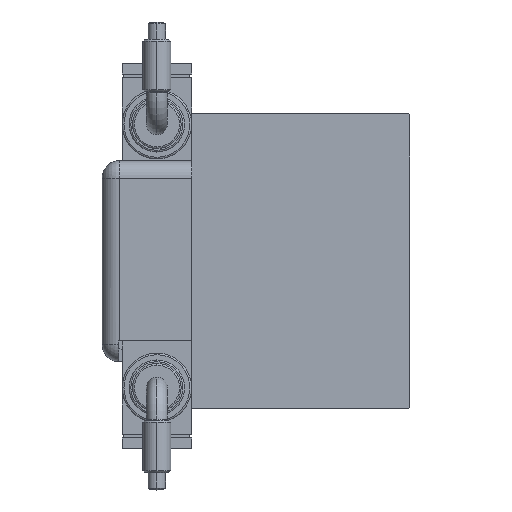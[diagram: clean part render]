
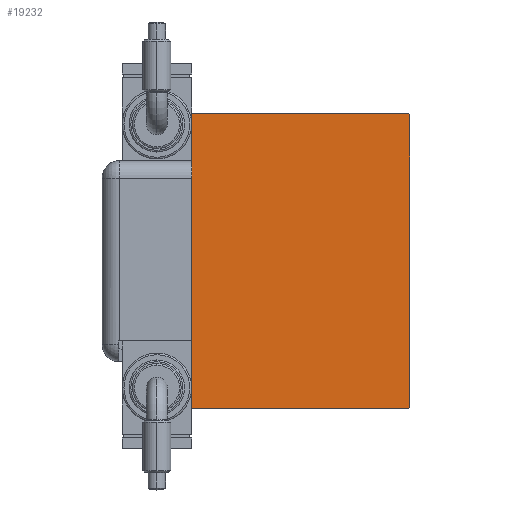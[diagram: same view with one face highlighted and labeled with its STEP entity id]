
A CAD part, left-side view. The second image highlights one B-rep face of the part: STEP entity #19232.
In plain terms, the highlighted face is planar.
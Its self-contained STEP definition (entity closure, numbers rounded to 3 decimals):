
#121 = ORIENTED_EDGE ( 'NONE', *, *, #31987, .T. ) ;
#1145 = VERTEX_POINT ( 'NONE', #14214 ) ;
#1795 = LINE ( 'NONE', #16494, #52875 ) ;
#2134 = CARTESIAN_POINT ( 'NONE',  ( 88., 31.5, 42.5 ) ) ;
#3143 = LINE ( 'NONE', #45477, #6404 ) ;
#3259 = VERTEX_POINT ( 'NONE', #60293 ) ;
#4663 = EDGE_CURVE ( 'NONE', #17245, #3259, #3143, .T. ) ;
#5935 = VERTEX_POINT ( 'NONE', #57013 ) ;
#5992 = DIRECTION ( 'NONE',  ( 0., 0., -1. ) ) ;
#6081 = CARTESIAN_POINT ( 'NONE',  ( 88., -31.2, -42.5 ) ) ;
#6404 = VECTOR ( 'NONE', #59270, 1000. ) ;
#6828 = VECTOR ( 'NONE', #37648, 1000. ) ;
#7020 = LINE ( 'NONE', #54883, #12602 ) ;
#7311 = DIRECTION ( 'NONE',  ( 0., 1., 0. ) ) ;
#8543 = VERTEX_POINT ( 'NONE', #43721 ) ;
#10293 = LINE ( 'NONE', #48077, #6828 ) ;
#10883 = PLANE ( 'NONE',  #50911 ) ;
#12295 = VERTEX_POINT ( 'NONE', #12991 ) ;
#12602 = VECTOR ( 'NONE', #7311, 1000. ) ;
#12991 = CARTESIAN_POINT ( 'NONE',  ( 88., -31.5, 42.2 ) ) ;
#14214 = CARTESIAN_POINT ( 'NONE',  ( 88., 31.2, 42.5 ) ) ;
#14721 = EDGE_CURVE ( 'NONE', #3259, #1145, #30200, .T. ) ;
#16220 = DIRECTION ( 'NONE',  ( 0., -1., 0. ) ) ;
#16494 = CARTESIAN_POINT ( 'NONE',  ( 88., -36.85, -36.85 ) ) ;
#17245 = VERTEX_POINT ( 'NONE', #18167 ) ;
#18167 = CARTESIAN_POINT ( 'NONE',  ( 88., 31.5, -42.2 ) ) ;
#18373 = VECTOR ( 'NONE', #44608, 1000. ) ;
#19232 = ADVANCED_FACE ( 'NONE', ( #35457 ), #10883, .T. ) ;
#22695 = ORIENTED_EDGE ( 'NONE', *, *, #58509, .T. ) ;
#23010 = EDGE_CURVE ( 'NONE', #54126, #56578, #1795, .T. ) ;
#23222 = EDGE_CURVE ( 'NONE', #12295, #54126, #24111, .T. ) ;
#23323 = EDGE_LOOP ( 'NONE', ( #36924, #25465, #35789, #56484, #22695, #121, #28337, #48354 ) ) ;
#23515 = CARTESIAN_POINT ( 'NONE',  ( 88., -31.5, 42.5 ) ) ;
#23777 = LINE ( 'NONE', #42519, #40762 ) ;
#24111 = LINE ( 'NONE', #23515, #28378 ) ;
#24994 = DIRECTION ( 'NONE',  ( 1., 0., 0. ) ) ;
#25441 = LINE ( 'NONE', #2134, #42439 ) ;
#25465 = ORIENTED_EDGE ( 'NONE', *, *, #49775, .T. ) ;
#28337 = ORIENTED_EDGE ( 'NONE', *, *, #23222, .T. ) ;
#28378 = VECTOR ( 'NONE', #28437, 1000. ) ;
#28437 = DIRECTION ( 'NONE',  ( 0., 0., -1. ) ) ;
#29620 = CARTESIAN_POINT ( 'NONE',  ( 88., 0., 0. ) ) ;
#30200 = LINE ( 'NONE', #39103, #18373 ) ;
#31987 = EDGE_CURVE ( 'NONE', #5935, #12295, #23777, .T. ) ;
#35457 = FACE_OUTER_BOUND ( 'NONE', #23323, .T. ) ;
#35789 = ORIENTED_EDGE ( 'NONE', *, *, #4663, .T. ) ;
#36924 = ORIENTED_EDGE ( 'NONE', *, *, #42607, .T. ) ;
#37648 = DIRECTION ( 'NONE',  ( 0., 0.707, 0.707 ) ) ;
#37921 = DIRECTION ( 'NONE',  ( 0., -0.707, -0.707 ) ) ;
#39103 = CARTESIAN_POINT ( 'NONE',  ( 88., 36.85, 36.85 ) ) ;
#40762 = VECTOR ( 'NONE', #37921, 1000. ) ;
#42439 = VECTOR ( 'NONE', #16220, 1000. ) ;
#42519 = CARTESIAN_POINT ( 'NONE',  ( 88., -36.85, 36.85 ) ) ;
#42607 = EDGE_CURVE ( 'NONE', #56578, #8543, #7020, .T. ) ;
#43721 = CARTESIAN_POINT ( 'NONE',  ( 88., 31.2, -42.5 ) ) ;
#44146 = DIRECTION ( 'NONE',  ( 0., 0.707, -0.707 ) ) ;
#44608 = DIRECTION ( 'NONE',  ( 0., -0.707, 0.707 ) ) ;
#45477 = CARTESIAN_POINT ( 'NONE',  ( 88., 31.5, -42.5 ) ) ;
#48077 = CARTESIAN_POINT ( 'NONE',  ( 88., 36.85, -36.85 ) ) ;
#48354 = ORIENTED_EDGE ( 'NONE', *, *, #23010, .T. ) ;
#49775 = EDGE_CURVE ( 'NONE', #8543, #17245, #10293, .T. ) ;
#49859 = CARTESIAN_POINT ( 'NONE',  ( 88., -31.5, -42.2 ) ) ;
#50911 = AXIS2_PLACEMENT_3D ( 'NONE', #29620, #24994, #5992 ) ;
#52875 = VECTOR ( 'NONE', #44146, 1000. ) ;
#54126 = VERTEX_POINT ( 'NONE', #49859 ) ;
#54883 = CARTESIAN_POINT ( 'NONE',  ( 88., -31.5, -42.5 ) ) ;
#56484 = ORIENTED_EDGE ( 'NONE', *, *, #14721, .T. ) ;
#56578 = VERTEX_POINT ( 'NONE', #6081 ) ;
#57013 = CARTESIAN_POINT ( 'NONE',  ( 88., -31.2, 42.5 ) ) ;
#58509 = EDGE_CURVE ( 'NONE', #1145, #5935, #25441, .T. ) ;
#59270 = DIRECTION ( 'NONE',  ( 0., 0., 1. ) ) ;
#60293 = CARTESIAN_POINT ( 'NONE',  ( 88., 31.5, 42.2 ) ) ;
